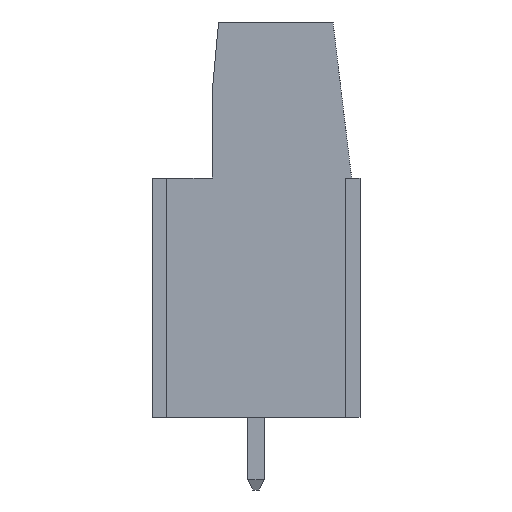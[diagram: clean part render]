
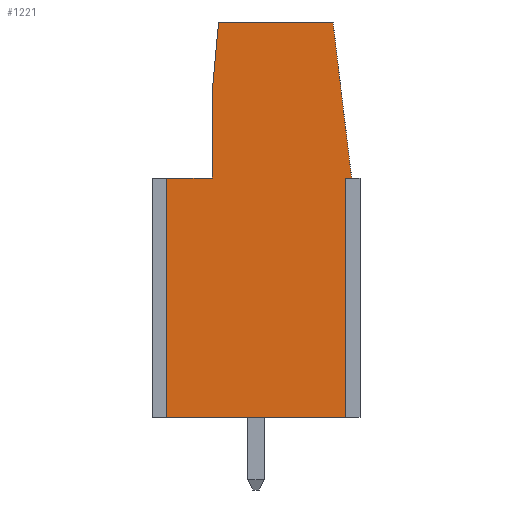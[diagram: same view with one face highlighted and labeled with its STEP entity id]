
A CAD part, left-side view. The second image highlights one B-rep face of the part: STEP entity #1221.
In plain terms, the highlighted face is planar.
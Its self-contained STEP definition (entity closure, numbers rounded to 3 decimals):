
#63=FACE_OUTER_BOUND('',#139,.T.);
#139=EDGE_LOOP('',(#920,#921,#922,#923,#924,#925,#926,#927,#928));
#206=LINE('',#1736,#365);
#250=LINE('',#1825,#409);
#268=LINE('',#1860,#427);
#269=LINE('',#1864,#428);
#270=LINE('',#1866,#429);
#271=LINE('',#1868,#430);
#272=LINE('',#1870,#431);
#273=LINE('',#1871,#432);
#274=LINE('',#1872,#433);
#365=VECTOR('',#1394,2.2);
#409=VECTOR('',#1466,8.6);
#427=VECTOR('',#1494,11.5);
#428=VECTOR('',#1497,0.3);
#429=VECTOR('',#1498,7.554);
#430=VECTOR('',#1499,5.5);
#431=VECTOR('',#1500,3.314);
#432=VECTOR('',#1501,4.2);
#433=VECTOR('',#1502,11.5);
#523=VERTEX_POINT('',#1733);
#524=VERTEX_POINT('',#1735);
#554=VERTEX_POINT('',#1822);
#555=VERTEX_POINT('',#1824);
#568=VERTEX_POINT('',#1862);
#569=VERTEX_POINT('',#1863);
#570=VERTEX_POINT('',#1865);
#571=VERTEX_POINT('',#1867);
#572=VERTEX_POINT('',#1869);
#635=EDGE_CURVE('',#524,#523,#206,.T.);
#679=EDGE_CURVE('',#555,#554,#250,.T.);
#697=EDGE_CURVE('',#555,#523,#268,.T.);
#698=EDGE_CURVE('',#568,#569,#269,.T.);
#699=EDGE_CURVE('',#569,#570,#270,.T.);
#700=EDGE_CURVE('',#570,#571,#271,.T.);
#701=EDGE_CURVE('',#571,#572,#272,.T.);
#702=EDGE_CURVE('',#572,#524,#273,.T.);
#703=EDGE_CURVE('',#554,#568,#274,.T.);
#920=ORIENTED_EDGE('',*,*,#698,.T.);
#921=ORIENTED_EDGE('',*,*,#699,.T.);
#922=ORIENTED_EDGE('',*,*,#700,.T.);
#923=ORIENTED_EDGE('',*,*,#701,.T.);
#924=ORIENTED_EDGE('',*,*,#702,.T.);
#925=ORIENTED_EDGE('',*,*,#635,.T.);
#926=ORIENTED_EDGE('',*,*,#697,.F.);
#927=ORIENTED_EDGE('',*,*,#679,.T.);
#928=ORIENTED_EDGE('',*,*,#703,.T.);
#1153=PLANE('',#1306);
#1221=ADVANCED_FACE('',(#63),#1153,.T.);
#1306=AXIS2_PLACEMENT_3D('',#1861,#1495,#1496);
#1394=DIRECTION('',(0.,-1.,0.));
#1466=DIRECTION('',(0.,1.,0.));
#1494=DIRECTION('',(0.,0.,1.));
#1495=DIRECTION('center_axis',(1.,0.,0.));
#1496=DIRECTION('ref_axis',(0.,0.,-1.));
#1497=DIRECTION('',(0.,1.,0.));
#1498=DIRECTION('',(0.,-0.119,0.993));
#1499=DIRECTION('',(0.,-1.,0.));
#1500=DIRECTION('',(0.,-0.091,-0.996));
#1501=DIRECTION('',(0.,0.,-1.));
#1502=DIRECTION('',(0.,0.,1.));
#1733=CARTESIAN_POINT('',(5.08,-4.3,-7.5));
#1735=CARTESIAN_POINT('',(5.08,-2.1,-7.5));
#1736=CARTESIAN_POINT('',(5.08,-2.1,-7.5));
#1822=CARTESIAN_POINT('',(5.08,4.3,-19.));
#1824=CARTESIAN_POINT('',(5.08,-4.3,-19.));
#1825=CARTESIAN_POINT('',(5.08,-4.3,-19.));
#1860=CARTESIAN_POINT('',(5.08,-4.3,-19.));
#1861=CARTESIAN_POINT('Origin',(5.08,0.,0.));
#1862=CARTESIAN_POINT('',(5.08,4.3,-7.5));
#1863=CARTESIAN_POINT('',(5.08,4.6,-7.5));
#1864=CARTESIAN_POINT('',(5.08,4.3,-7.5));
#1865=CARTESIAN_POINT('',(5.08,3.7,0.));
#1866=CARTESIAN_POINT('',(5.08,4.6,-7.5));
#1867=CARTESIAN_POINT('',(5.08,-1.8,0.));
#1868=CARTESIAN_POINT('',(5.08,3.7,0.));
#1869=CARTESIAN_POINT('',(5.08,-2.1,-3.3));
#1870=CARTESIAN_POINT('',(5.08,-1.8,0.));
#1871=CARTESIAN_POINT('',(5.08,-2.1,-3.3));
#1872=CARTESIAN_POINT('',(5.08,4.3,-19.));
